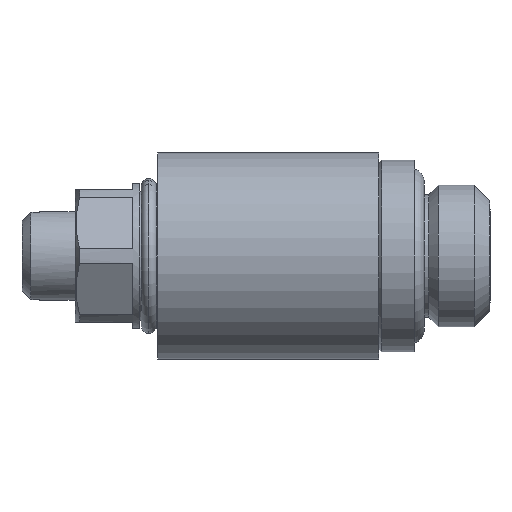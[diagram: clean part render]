
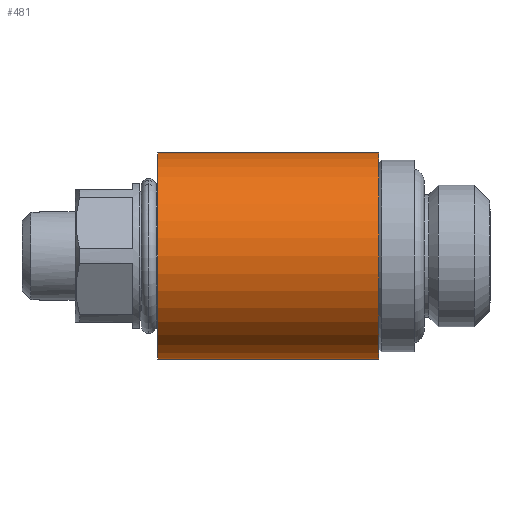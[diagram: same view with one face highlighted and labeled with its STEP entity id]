
A CAD part, left-side view. The second image highlights one B-rep face of the part: STEP entity #481.
In plain terms, the highlighted cylindrical face has radius 7 mm (diameter 14 mm), a partial arc.
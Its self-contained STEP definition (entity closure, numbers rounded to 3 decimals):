
#273 = VERTEX_POINT ( 'NONE', #1954 ) ;
#275 = EDGE_CURVE ( 'NONE', #364, #276, #2029, .T. ) ;
#276 = VERTEX_POINT ( 'NONE', #1957 ) ;
#364 = VERTEX_POINT ( 'NONE', #2276 ) ;
#481 = ADVANCED_FACE ( 'NONE', ( #2372 ), #2371, .T. ) ;
#482 = EDGE_LOOP ( 'NONE', ( #483, #484, #486, #487 ) ) ;
#483 = ORIENTED_EDGE ( 'NONE', *, *, #275, .F. ) ;
#484 = ORIENTED_EDGE ( 'NONE', *, *, #485, .F. ) ;
#485 = EDGE_CURVE ( 'NONE', #273, #364, #2488, .T. ) ;
#486 = ORIENTED_EDGE ( 'NONE', *, *, #529, .T. ) ;
#487 = ORIENTED_EDGE ( 'NONE', *, *, #3837, .F. ) ;
#529 = EDGE_CURVE ( 'NONE', #273, #542, #2594, .T. ) ;
#542 = VERTEX_POINT ( 'NONE', #2588 ) ;
#1954 = CARTESIAN_POINT ( 'NONE',  ( 0., 7.9, 7. ) ) ;
#1957 = CARTESIAN_POINT ( 'NONE',  ( 0., 22.9, -7. ) ) ;
#1976 = DIRECTION ( 'NONE',  ( 0., 1., 0. ) ) ;
#1977 = VECTOR ( 'NONE', #1976, 1000. ) ;
#1978 = CARTESIAN_POINT ( 'NONE',  ( 0., 28.986, -7. ) ) ;
#2029 = LINE ( 'NONE', #1978, #1977 ) ;
#2276 = CARTESIAN_POINT ( 'NONE',  ( 0., 7.9, -7. ) ) ;
#2367 = DIRECTION ( 'NONE',  ( 0., 0., 1. ) ) ;
#2368 = DIRECTION ( 'NONE',  ( 0., 1., 0. ) ) ;
#2369 = AXIS2_PLACEMENT_3D ( 'NONE', #2370, #2368, #2367 ) ;
#2370 = CARTESIAN_POINT ( 'NONE',  ( 0., 28.986, 0. ) ) ;
#2371 = CYLINDRICAL_SURFACE ( 'NONE', #2369, 7. ) ;
#2372 = FACE_OUTER_BOUND ( 'NONE', #482, .T. ) ;
#2484 = DIRECTION ( 'NONE',  ( 0., 0., -1. ) ) ;
#2485 = DIRECTION ( 'NONE',  ( 0., -1., 0. ) ) ;
#2486 = CARTESIAN_POINT ( 'NONE',  ( 0., 7.9, 0. ) ) ;
#2487 = AXIS2_PLACEMENT_3D ( 'NONE', #2486, #2485, #2484 ) ;
#2488 = CIRCLE ( 'NONE', #2487, 7. ) ;
#2562 = DIRECTION ( 'NONE',  ( 0., 1., 0. ) ) ;
#2563 = VECTOR ( 'NONE', #2562, 1000. ) ;
#2564 = CARTESIAN_POINT ( 'NONE',  ( 0., 28.986, 7. ) ) ;
#2588 = CARTESIAN_POINT ( 'NONE',  ( 0., 22.9, 7. ) ) ;
#2594 = LINE ( 'NONE', #2564, #2563 ) ;
#3117 = DIRECTION ( 'NONE',  ( 0., 0., 1. ) ) ;
#3118 = DIRECTION ( 'NONE',  ( 0., 1., 0. ) ) ;
#3119 = CARTESIAN_POINT ( 'NONE',  ( 0., 22.9, 0. ) ) ;
#3120 = AXIS2_PLACEMENT_3D ( 'NONE', #3119, #3118, #3117 ) ;
#3121 = CIRCLE ( 'NONE', #3120, 7. ) ;
#3837 = EDGE_CURVE ( 'NONE', #276, #542, #3121, .T. ) ;
